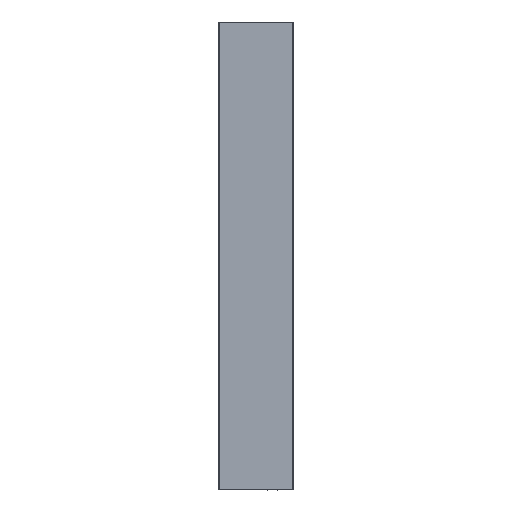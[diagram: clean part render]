
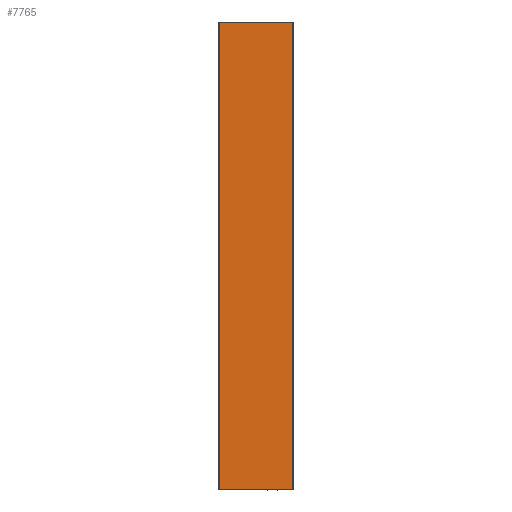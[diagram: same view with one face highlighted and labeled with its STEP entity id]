
A CAD part, front view. The second image highlights one B-rep face of the part: STEP entity #7765.
In plain terms, the highlighted planar face has unit normal (0, -1, 0).
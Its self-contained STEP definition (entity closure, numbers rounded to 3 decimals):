
#4424=ORIENTED_EDGE('',*,*,#5724,.T.);
#4425=ORIENTED_EDGE('',*,*,#5621,.F.);
#4426=ORIENTED_EDGE('',*,*,#5723,.F.);
#4427=ORIENTED_EDGE('',*,*,#5442,.T.);
#4545=VECTOR('',#6103,1.);
#4693=VECTOR('',#6317,1.);
#4791=VECTOR('',#6599,1.);
#4792=VECTOR('',#6602,1.);
#4867=LINE('',#6791,#4545);
#5015=LINE('',#7149,#4693);
#5113=LINE('',#7352,#4791);
#5114=LINE('',#7354,#4792);
#5180=VERTEX_POINT('',#6788);
#5181=VERTEX_POINT('',#6790);
#5357=VERTEX_POINT('',#7146);
#5358=VERTEX_POINT('',#7148);
#5442=EDGE_CURVE('',#5181,#5180,#4867,.T.);
#5621=EDGE_CURVE('',#5357,#5358,#5015,.T.);
#5723=EDGE_CURVE('',#5181,#5357,#5113,.T.);
#5724=EDGE_CURVE('',#5180,#5358,#5114,.T.);
#5847=EDGE_LOOP('',(#4424,#4425,#4426,#4427));
#5971=FACE_BOUND('',#5847,.T.);
#6103=DIRECTION('',(0.,0.,158.));
#6317=DIRECTION('',(0.,0.,158.));
#6599=DIRECTION('',(-1000.,0.,0.));
#6600=DIRECTION('',(0.,-1.,0.));
#6601=DIRECTION('',(-1.,0.,0.));
#6602=DIRECTION('',(-1000.,0.,0.));
#6788=CARTESIAN_POINT('',(1000.,-8.,79.));
#6790=CARTESIAN_POINT('',(1000.,-8.,-79.));
#6791=CARTESIAN_POINT('',(1000.,-8.,-79.));
#7146=CARTESIAN_POINT('',(0.,-8.,-79.));
#7148=CARTESIAN_POINT('',(0.,-8.,79.));
#7149=CARTESIAN_POINT('',(0.,-8.,-79.));
#7352=CARTESIAN_POINT('',(1000.,-8.,-79.));
#7353=CARTESIAN_POINT('',(1000.,-8.,79.));
#7354=CARTESIAN_POINT('',(1000.,-8.,79.));
#7537=AXIS2_PLACEMENT_3D('',#7353,#6600,#6601);
#7645=PLANE('',#7537);
#7765=ADVANCED_FACE('',(#5971),#7645,.T.);
